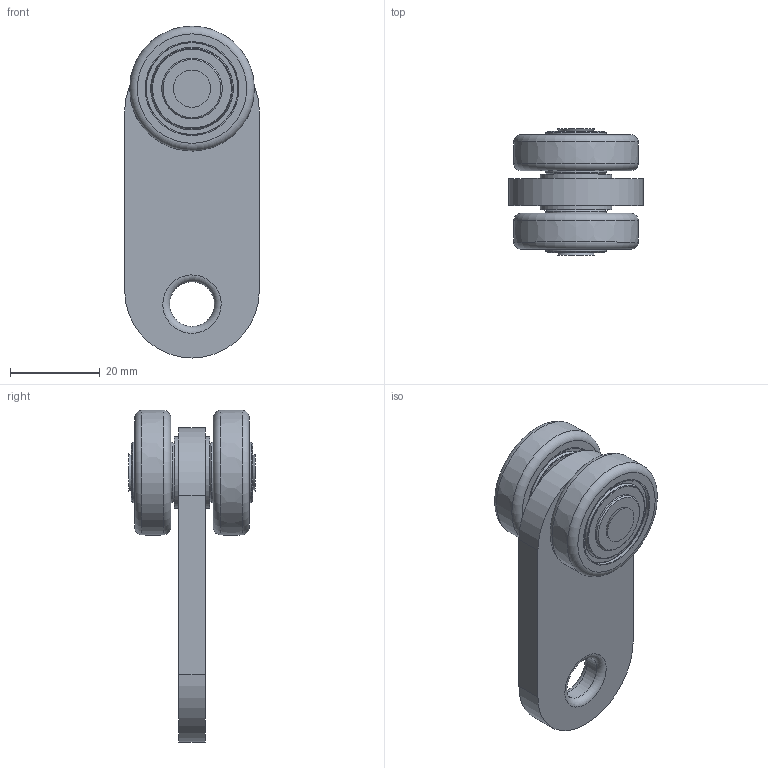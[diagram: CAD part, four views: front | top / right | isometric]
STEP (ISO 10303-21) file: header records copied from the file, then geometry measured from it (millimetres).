
FILE_DESCRIPTION(('STEP AP214'),'1');
FILE_NAME('PMH Åkvagn 1311.stp','2013-08-13T11:42:43',(' '),(' '),'Spatial InterOp 3D',' ',' ');
FILE_SCHEMA(('automotive_design'));
Length unit declared in the file: millimetre
Products named in the file (13): PMH Profilskena akvagn 1311; Part12; Part11; Part10; Part9; Part8; Part7; Part6; Part5; Part4; Part3; Part2; Part1
Assembly tree (12 placements, depth 2):
  PMH Profilskena akvagn 1311
    Part12
    Part11
    Part10
    Part9
    Part8
    Part7
    Part6
    Part5
    Part4
    Part3
    Part2
    Part1
Bounding box: 30 x 28.22 x 73.94 mm (x, y, z)
Volume: 18668.7 mm3; surface area: 13712.4 mm2
Topology: 12 solids, 12 shells, 135 faces, 291 edges, 196 vertices
Faces by surface type: plane 42, torus 38, cylinder 35, cone 18, bspline 2
Full cylindrical faces by diameter (mm): 7 x3, 7.2 x3, 10 x1, 13.5 x8, 16 x2, 19.6 x4, 20.5 x4, 20.9 x8
Entity records: 7364 total; most frequent: CARTESIAN_POINT 3614, DIRECTION 534, ORIENTED_EDGE 318, EDGE_LOOP 266, AXIS2_PLACEMENT_3D 263, FACE_OUTER_BOUND 208, EDGE_CURVE 159, VERTEX_POINT 155
